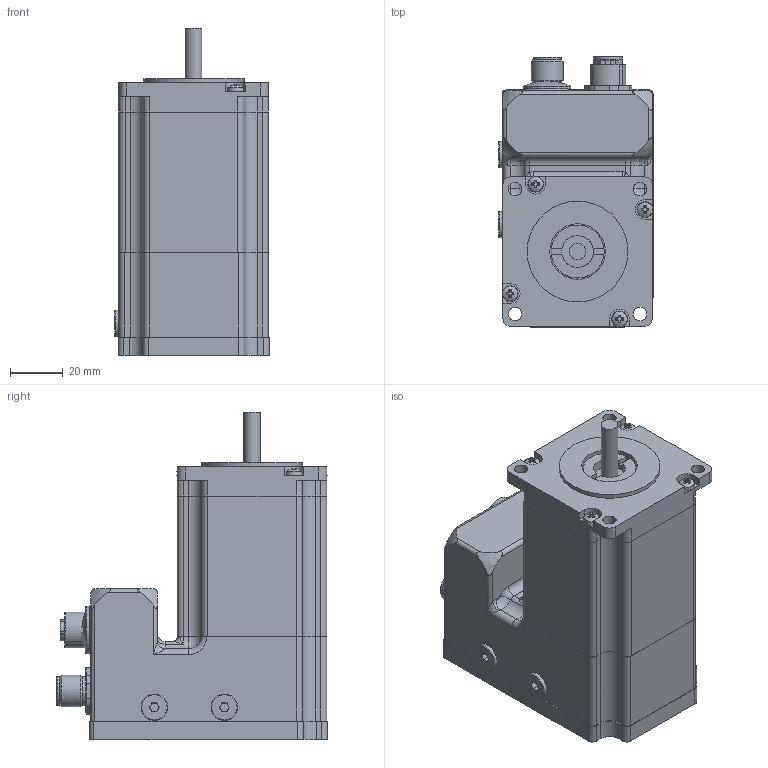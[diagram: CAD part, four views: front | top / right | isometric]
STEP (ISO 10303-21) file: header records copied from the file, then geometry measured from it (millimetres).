
FILE_DESCRIPTION(/* description */ (''),/* implementation_level */ '2;1');
FILE_NAME(/* name */ 'PD4-E591L42-E-65-3-.stp',/* time_stamp */ '2021-03-31T15:12:08+02:00',/* author */ ('angelika.schneid'),/* organization */ (''),/* preprocessor_version */ 'ST-DEVELOPER v17.2',/* originating_system */ 'Autodesk Inventor 2019',/* authorisation */ '');
FILE_SCHEMA (('AUTOMOTIVE_DESIGN { 1 0 10303 214 3 1 1 }'));
Length unit declared in the file: millimetre
Products named in the file (1): PD4-E591L42-E-65-4_Shrinkwrap_1
Bounding box: 58.2 x 102.3 x 123.6 mm (x, y, z)
Volume: 250602.5 mm3; surface area: 86505.5 mm2
Topology: 20 solids, 20 shells, 1364 faces, 3710 edges, 2486 vertices
Faces by surface type: plane 654, cylinder 432, cone 160, torus 63, bspline 28, sphere 27
Full cylindrical faces by diameter (mm): 0.217 x3, 0.434 x1, 0.63 x12, 1 x5, 1.1 x17, 1.2 x12, 1.3 x9, 1.7 x4, 2 x2, 2.013 x2, 2.459 x2, 2.5 x6, 2.693 x4, 2.75 x4, 3 x8, 3.2 x4, 3.4 x4, 4.917 x2, 5 x6, 5.5 x4, 6 x2, 6.35 x1, 10 x2, 10.5 x1, 10.7 x2, 10.75 x1, 10.9 x2, 11 x1, 12 x2, 12.2 x1
Entity records: 46869 total; most frequent: CARTESIAN_POINT 9992, DIRECTION 7679, ORIENTED_EDGE 7364, EDGE_CURVE 3682, AXIS2_PLACEMENT_3D 2900, VERTEX_POINT 2486, LINE 1879, VECTOR 1879
